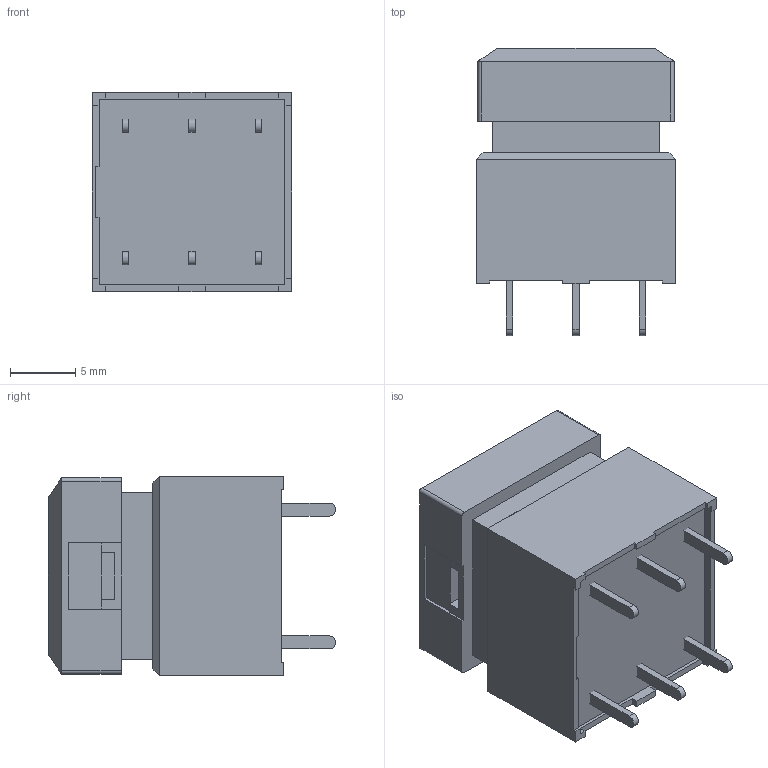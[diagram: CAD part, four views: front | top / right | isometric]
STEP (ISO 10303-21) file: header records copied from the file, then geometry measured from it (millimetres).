
FILE_DESCRIPTION(/* description */ (''),/* implementation_level */ '2;1');
FILE_NAME(/* name */ 'ELEC_Pushbutton_UB226SKG035D-NR.iam.step',/* time_stamp */ '2015-01-02T19:32:17-08:00',/* author */ ('Philip'),/* organization */ (''),/* preprocessor_version */ 'ST-DEVELOPER v15.6',/* originating_system */ 'Autodesk Inventor 2015',/* authorisation */ '');
FILE_SCHEMA (('AUTOMOTIVE_DESIGN { 1 0 10303 214 3 1 1 }'));
Length unit declared in the file: inch
Products named in the file (5): _UB22SK035C-5Dni_body; _UB22G03-5Dni_pole; _UB2SK5Dni_d_cap; _UB2-5Dni_cap; ELEC_Pushbutton_UB226SKG035D-NR
Assembly tree (4 placements, depth 2):
  ELEC_Pushbutton_UB226SKG035D-NR
    _UB22SK035C-5Dni_body
    _UB22G03-5Dni_pole
    _UB2SK5Dni_d_cap
    _UB2-5Dni_cap
Bounding box: 15.24 x 22 x 15.24 mm (x, y, z)
Volume: 3869.1 mm3; surface area: 2793.2 mm2
Topology: 4 solids, 4 shells, 110 faces, 282 edges, 186 vertices
Faces by surface type: plane 100, cylinder 10
Entity records: 3462 total; most frequent: CARTESIAN_POINT 587, ORIENTED_EDGE 564, DIRECTION 544, EDGE_CURVE 282, LINE 258, VECTOR 258, VERTEX_POINT 186, AXIS2_PLACEMENT_3D 143
